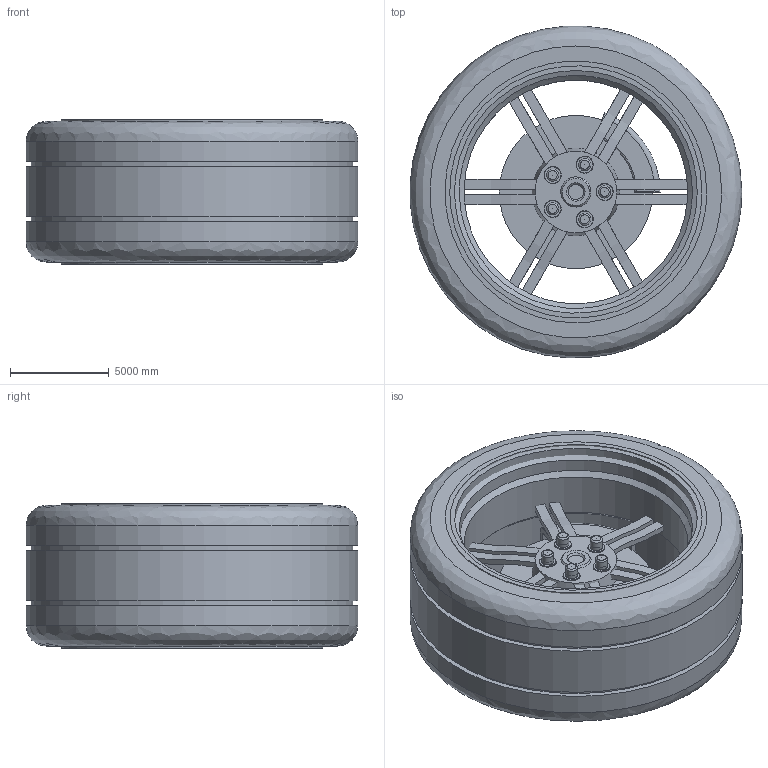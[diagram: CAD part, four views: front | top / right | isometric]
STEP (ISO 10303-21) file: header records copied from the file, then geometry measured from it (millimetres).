
FILE_DESCRIPTION((('zoo.dev export')), '2;1');
FILE_NAME('dump.step', '1970-01-01T00:00:00.0+00:00', ('Author unknown'), ('Organization unknown'), 'zoo.dev beta', 'zoo.dev', 'Authorization unknown');
FILE_SCHEMA(('AP203_CONFIGURATION_CONTROLLED_3D_DESIGN_OF_MECHANICAL_PARTS_AND_ASSEMBLIES_MIM_LF'));
Length unit declared in the file: metre
Products named in the file (43): UNIDENTIFIED_PRODUCT
Bounding box: 16760.81 x 16747.45 x 7287.26 mm (x, y, z)
Volume: 822173423368.1 mm3; surface area: 1920286387.9 mm2
Topology: 43 solids, 43 shells, 268 faces, 511 edges, 312 vertices
Faces by surface type: bspline 142, plane 126
Entity records: 9194 total; most frequent: CARTESIAN_POINT 4876, ORIENTED_EDGE 1022, EDGE_CURVE 511, DIRECTION 367, EDGE_LOOP 321, VERTEX_POINT 312, FACE_OUTER_BOUND 268, ADVANCED_FACE 268
